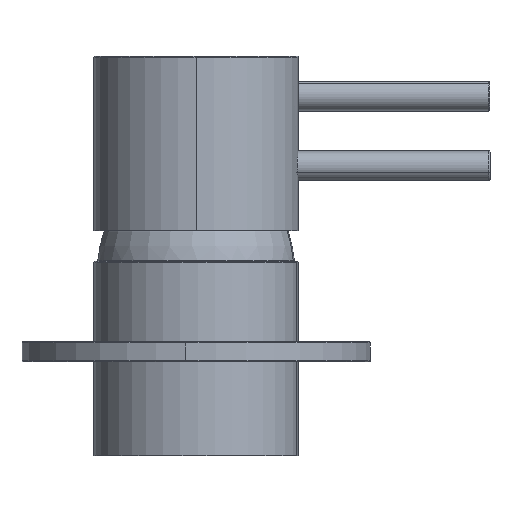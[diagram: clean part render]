
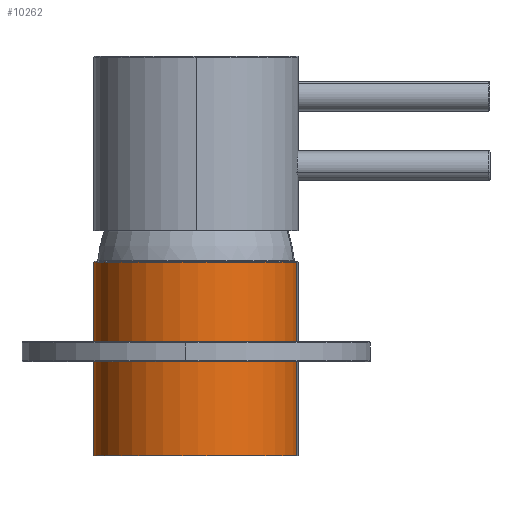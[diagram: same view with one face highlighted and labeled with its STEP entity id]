
A CAD part, left-side view. The second image highlights one B-rep face of the part: STEP entity #10262.
In plain terms, the highlighted cylindrical face has radius 20.5 mm (diameter 41 mm), a partial arc.
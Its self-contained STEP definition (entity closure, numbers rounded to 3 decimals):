
#49 = CARTESIAN_POINT ( 'NONE',  ( 0., 0., 0. ) ) ;
#148 = CARTESIAN_POINT ( 'NONE',  ( 0., 38.8, 20.5 ) ) ;
#267 = ORIENTED_EDGE ( 'NONE', *, *, #5441, .F. ) ;
#589 = VERTEX_POINT ( 'NONE', #9572 ) ;
#766 = ORIENTED_EDGE ( 'NONE', *, *, #9730, .F. ) ;
#909 = EDGE_CURVE ( 'NONE', #6504, #1993, #3777, .T. ) ;
#1001 = DIRECTION ( 'NONE',  ( 0., 0., -1. ) ) ;
#1323 = EDGE_LOOP ( 'NONE', ( #766, #9256, #8762, #267 ) ) ;
#1545 = DIRECTION ( 'NONE',  ( 0., -1., 0. ) ) ;
#1588 = FACE_OUTER_BOUND ( 'NONE', #1323, .T. ) ;
#1734 = CARTESIAN_POINT ( 'NONE',  ( 0., 0., 0. ) ) ;
#1940 = DIRECTION ( 'NONE',  ( 0., -1., 0. ) ) ;
#1993 = VERTEX_POINT ( 'NONE', #5240 ) ;
#2319 = DIRECTION ( 'NONE',  ( 0., 0., -1. ) ) ;
#2979 = LINE ( 'NONE', #6201, #3174 ) ;
#3174 = VECTOR ( 'NONE', #6047, 1000. ) ;
#3505 = AXIS2_PLACEMENT_3D ( 'NONE', #1734, #1940, #1001 ) ;
#3777 = CIRCLE ( 'NONE', #4623, 20.5 ) ;
#4623 = AXIS2_PLACEMENT_3D ( 'NONE', #9258, #5341, #10041 ) ;
#5240 = CARTESIAN_POINT ( 'NONE',  ( 0., 38.8, -20.5 ) ) ;
#5341 = DIRECTION ( 'NONE',  ( 0., -1., 0. ) ) ;
#5441 = EDGE_CURVE ( 'NONE', #7320, #589, #8030, .T. ) ;
#6047 = DIRECTION ( 'NONE',  ( 0., -1., 0. ) ) ;
#6097 = CARTESIAN_POINT ( 'NONE',  ( 0., 0., 20.5 ) ) ;
#6201 = CARTESIAN_POINT ( 'NONE',  ( 0., 0., -20.5 ) ) ;
#6504 = VERTEX_POINT ( 'NONE', #148 ) ;
#7241 = CARTESIAN_POINT ( 'NONE',  ( 0., 0., 20.5 ) ) ;
#7320 = VERTEX_POINT ( 'NONE', #6097 ) ;
#7346 = VECTOR ( 'NONE', #1545, 1000. ) ;
#7347 = LINE ( 'NONE', #7241, #7346 ) ;
#7353 = EDGE_CURVE ( 'NONE', #1993, #589, #2979, .T. ) ;
#8009 = DIRECTION ( 'NONE',  ( 0., -1., 0. ) ) ;
#8030 = CIRCLE ( 'NONE', #3505, 20.5 ) ;
#8762 = ORIENTED_EDGE ( 'NONE', *, *, #7353, .T. ) ;
#9256 = ORIENTED_EDGE ( 'NONE', *, *, #909, .T. ) ;
#9258 = CARTESIAN_POINT ( 'NONE',  ( 0., 38.8, 0. ) ) ;
#9515 = CYLINDRICAL_SURFACE ( 'NONE', #9852, 20.5 ) ;
#9572 = CARTESIAN_POINT ( 'NONE',  ( 0., 0., -20.5 ) ) ;
#9730 = EDGE_CURVE ( 'NONE', #6504, #7320, #7347, .T. ) ;
#9852 = AXIS2_PLACEMENT_3D ( 'NONE', #49, #8009, #2319 ) ;
#10041 = DIRECTION ( 'NONE',  ( 0., 0., 1. ) ) ;
#10262 = ADVANCED_FACE ( 'NONE', ( #1588 ), #9515, .T. ) ;
